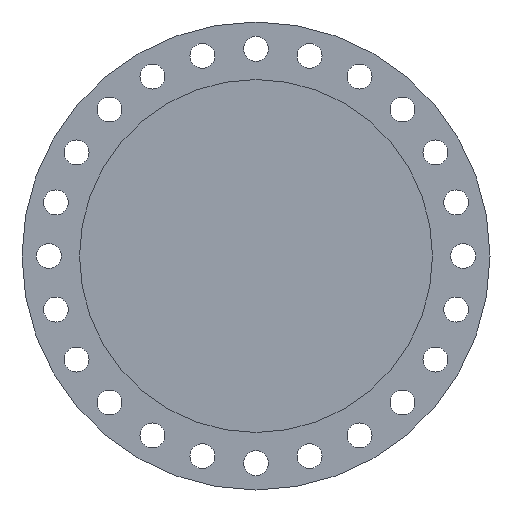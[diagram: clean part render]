
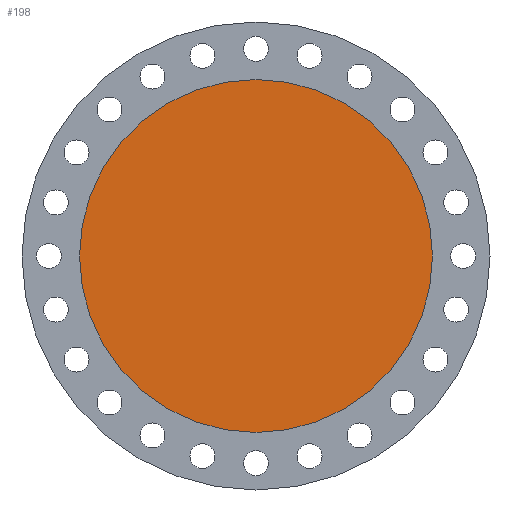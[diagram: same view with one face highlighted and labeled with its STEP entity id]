
A CAD part, left-side view. The second image highlights one B-rep face of the part: STEP entity #198.
In plain terms, the highlighted planar face has unit normal (-1, 0, 0).
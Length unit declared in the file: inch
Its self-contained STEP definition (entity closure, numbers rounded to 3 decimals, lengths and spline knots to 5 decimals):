
#31 = EDGE_CURVE ( 'NONE', #1604, #1225, #1131, .T. ) ;
#191 = DIRECTION ( 'NONE',  ( 0., 0., 1. ) ) ;
#198 = ADVANCED_FACE ( 'NONE', ( #634 ), #1620, .T. ) ;
#226 = CARTESIAN_POINT ( 'NONE',  ( 0., 0., 0. ) ) ;
#242 = EDGE_CURVE ( 'NONE', #1225, #1604, #1228, .T. ) ;
#345 = CARTESIAN_POINT ( 'NONE',  ( 0., 0., 0. ) ) ;
#399 = DIRECTION ( 'NONE',  ( -1., 0., 0. ) ) ;
#513 = CARTESIAN_POINT ( 'NONE',  ( 0., 0., 11.5 ) ) ;
#554 = AXIS2_PLACEMENT_3D ( 'NONE', #345, #1115, #191 ) ;
#634 = FACE_OUTER_BOUND ( 'NONE', #1776, .T. ) ;
#829 = ORIENTED_EDGE ( 'NONE', *, *, #31, .T. ) ;
#842 = DIRECTION ( 'NONE',  ( -1., 0., 0. ) ) ;
#885 = AXIS2_PLACEMENT_3D ( 'NONE', #1191, #399, #1019 ) ;
#1019 = DIRECTION ( 'NONE',  ( 0., 0., 1. ) ) ;
#1115 = DIRECTION ( 'NONE',  ( -1., 0., 0. ) ) ;
#1131 = CIRCLE ( 'NONE', #885, 11.5 ) ;
#1191 = CARTESIAN_POINT ( 'NONE',  ( 0., 0., 0. ) ) ;
#1225 = VERTEX_POINT ( 'NONE', #513 ) ;
#1228 = CIRCLE ( 'NONE', #1582, 11.5 ) ;
#1582 = AXIS2_PLACEMENT_3D ( 'NONE', #226, #842, #1632 ) ;
#1604 = VERTEX_POINT ( 'NONE', #1722 ) ;
#1620 = PLANE ( 'NONE',  #554 ) ;
#1632 = DIRECTION ( 'NONE',  ( 0., 0., 1. ) ) ;
#1697 = ORIENTED_EDGE ( 'NONE', *, *, #242, .T. ) ;
#1722 = CARTESIAN_POINT ( 'NONE',  ( 0., 0., -11.5 ) ) ;
#1776 = EDGE_LOOP ( 'NONE', ( #1697, #829 ) ) ;
